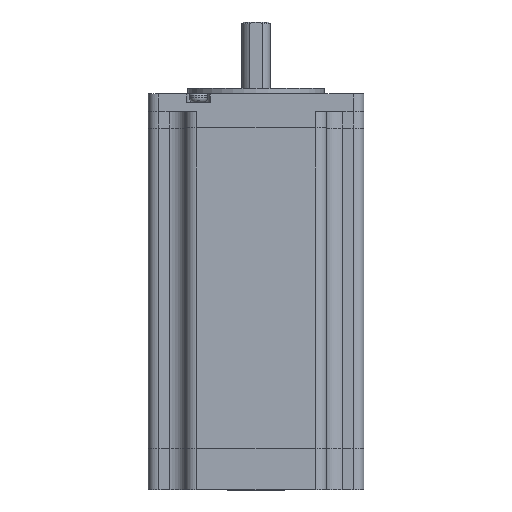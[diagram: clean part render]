
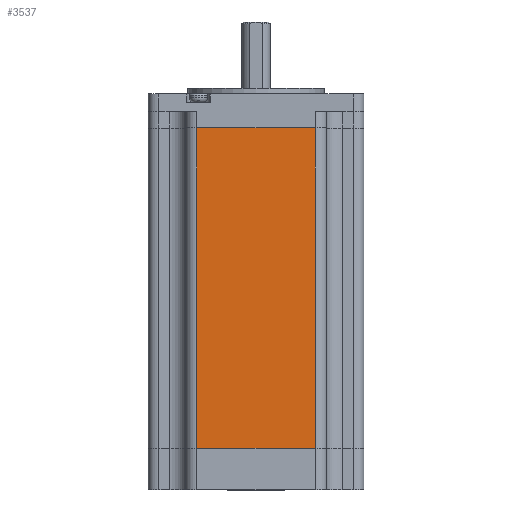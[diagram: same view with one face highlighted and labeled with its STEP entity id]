
A CAD part, top view. The second image highlights one B-rep face of the part: STEP entity #3537.
In plain terms, the highlighted planar face has unit normal (0, 0, 1).
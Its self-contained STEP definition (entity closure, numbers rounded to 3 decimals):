
#121 = CARTESIAN_POINT ( 'NONE',  ( -14.7, 0., 30.4 ) ) ;
#168 = VERTEX_POINT ( 'NONE', #2112 ) ;
#404 = VERTEX_POINT ( 'NONE', #121 ) ;
#416 = DIRECTION ( 'NONE',  ( 0., 0., -1. ) ) ;
#588 = VECTOR ( 'NONE', #6962, 1000. ) ;
#858 = LINE ( 'NONE', #2082, #6803 ) ;
#953 = EDGE_CURVE ( 'NONE', #5974, #404, #3830, .T. ) ;
#1052 = DIRECTION ( 'NONE',  ( -1., 0., 0. ) ) ;
#1133 = ORIENTED_EDGE ( 'NONE', *, *, #953, .T. ) ;
#1278 = LINE ( 'NONE', #3706, #3746 ) ;
#1317 = CARTESIAN_POINT ( 'NONE',  ( -14.7, 89., 30.4 ) ) ;
#1649 = CARTESIAN_POINT ( 'NONE',  ( 21.3, 0., 30.4 ) ) ;
#2082 = CARTESIAN_POINT ( 'NONE',  ( 18.3, 89., 30.4 ) ) ;
#2112 = CARTESIAN_POINT ( 'NONE',  ( 18.3, 0., 30.4 ) ) ;
#2512 = VECTOR ( 'NONE', #4036, 1000. ) ;
#2554 = DIRECTION ( 'NONE',  ( 1., 0., 0. ) ) ;
#2717 = EDGE_CURVE ( 'NONE', #5974, #7754, #1278, .T. ) ;
#3107 = EDGE_CURVE ( 'NONE', #404, #168, #3330, .T. ) ;
#3330 = LINE ( 'NONE', #1649, #2512 ) ;
#3388 = ORIENTED_EDGE ( 'NONE', *, *, #2717, .F. ) ;
#3457 = ORIENTED_EDGE ( 'NONE', *, *, #3107, .T. ) ;
#3537 = ADVANCED_FACE ( 'NONE', ( #6410 ), #5777, .F. ) ;
#3706 = CARTESIAN_POINT ( 'NONE',  ( 21.3, 89., 30.4 ) ) ;
#3746 = VECTOR ( 'NONE', #2554, 1000. ) ;
#3797 = ORIENTED_EDGE ( 'NONE', *, *, #4304, .T. ) ;
#3830 = LINE ( 'NONE', #3866, #588 ) ;
#3866 = CARTESIAN_POINT ( 'NONE',  ( -14.7, 89., 30.4 ) ) ;
#4036 = DIRECTION ( 'NONE',  ( 1., 0., 0. ) ) ;
#4304 = EDGE_CURVE ( 'NONE', #168, #7754, #858, .T. ) ;
#5102 = EDGE_LOOP ( 'NONE', ( #3457, #3797, #3388, #1133 ) ) ;
#5190 = CARTESIAN_POINT ( 'NONE',  ( 21.3, 89., 30.4 ) ) ;
#5777 = PLANE ( 'NONE',  #7604 ) ;
#5974 = VERTEX_POINT ( 'NONE', #1317 ) ;
#6410 = FACE_OUTER_BOUND ( 'NONE', #5102, .T. ) ;
#6803 = VECTOR ( 'NONE', #6974, 1000. ) ;
#6962 = DIRECTION ( 'NONE',  ( 0., -1., 0. ) ) ;
#6964 = CARTESIAN_POINT ( 'NONE',  ( 18.3, 89., 30.4 ) ) ;
#6974 = DIRECTION ( 'NONE',  ( 0., 1., 0. ) ) ;
#7604 = AXIS2_PLACEMENT_3D ( 'NONE', #5190, #416, #1052 ) ;
#7754 = VERTEX_POINT ( 'NONE', #6964 ) ;
